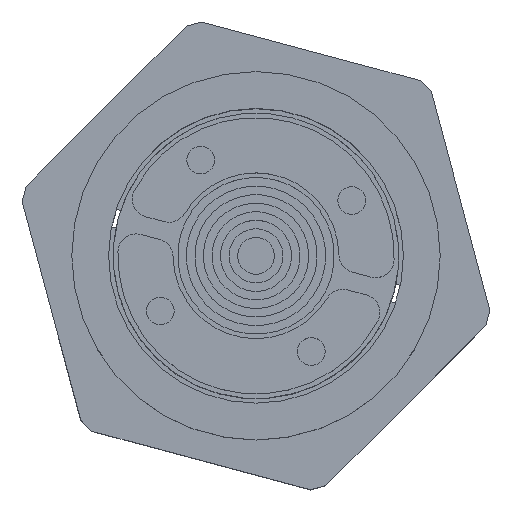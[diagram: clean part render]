
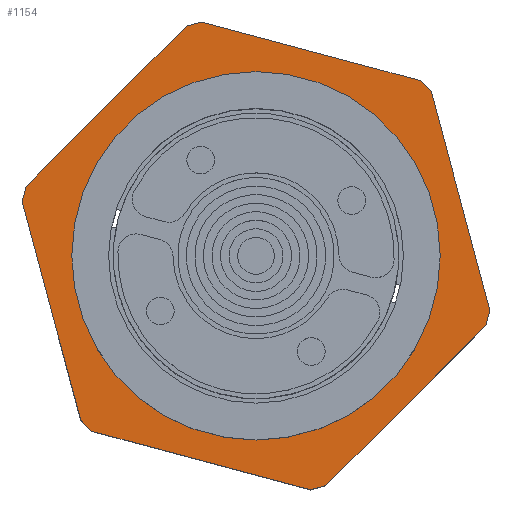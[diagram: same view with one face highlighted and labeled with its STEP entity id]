
A CAD part, top view. The second image highlights one B-rep face of the part: STEP entity #1154.
In plain terms, the highlighted planar face has unit normal (0, 0, 1).
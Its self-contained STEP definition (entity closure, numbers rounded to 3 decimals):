
#686=CARTESIAN_POINT('',(-20.0,0.,15.0));
#687=VERTEX_POINT('',#686);
#696=CARTESIAN_POINT('',(20.0,0.,15.0));
#697=VERTEX_POINT('',#696);
#698=CARTESIAN_POINT('',(0.0,0.0,15.0));
#699=DIRECTION('',(0.0,0.0,1.0));
#700=DIRECTION('',(-1.0,0.0,0.0));
#701=AXIS2_PLACEMENT_3D('',#698,#699,#700);
#702=CIRCLE('',#701,20.0);
#703=EDGE_CURVE('',#687,#697,#702,.T.);
#728=CARTESIAN_POINT('',(-5.908,25.394,15.0));
#729=VERTEX_POINT('',#728);
#730=CARTESIAN_POINT('',(17.813,19.038,15.0));
#731=VERTEX_POINT('',#730);
#732=CARTESIAN_POINT('',(-5.908,25.394,15.0));
#733=DIRECTION('',(0.966,-0.259,0.0));
#734=VECTOR('',#733,24.558);
#735=LINE('',#732,#734);
#736=EDGE_CURVE('',#729,#731,#735,.T.);
#768=CARTESIAN_POINT('',(19.038,17.813,15.0));
#769=VERTEX_POINT('',#768);
#770=CARTESIAN_POINT('',(17.813,19.038,15.0));
#771=DIRECTION('',(0.707,-0.707,0.0));
#772=VECTOR('',#771,1.732);
#773=LINE('',#770,#772);
#774=EDGE_CURVE('',#731,#769,#773,.T.);
#799=CARTESIAN_POINT('',(25.394,-5.908,15.0));
#800=VERTEX_POINT('',#799);
#801=CARTESIAN_POINT('',(19.038,17.813,15.0));
#802=DIRECTION('',(0.259,-0.966,0.0));
#803=VECTOR('',#802,24.558);
#804=LINE('',#801,#803);
#805=EDGE_CURVE('',#769,#800,#804,.T.);
#830=CARTESIAN_POINT('',(24.946,-7.581,15.0));
#831=VERTEX_POINT('',#830);
#832=CARTESIAN_POINT('',(25.394,-5.908,15.0));
#833=DIRECTION('',(-0.259,-0.966,0.0));
#834=VECTOR('',#833,1.732);
#835=LINE('',#832,#834);
#836=EDGE_CURVE('',#800,#831,#835,.T.);
#861=CARTESIAN_POINT('',(7.581,-24.946,15.0));
#862=VERTEX_POINT('',#861);
#863=CARTESIAN_POINT('',(24.946,-7.581,15.0));
#864=DIRECTION('',(-0.707,-0.707,0.0));
#865=VECTOR('',#864,24.558);
#866=LINE('',#863,#865);
#867=EDGE_CURVE('',#831,#862,#866,.T.);
#892=CARTESIAN_POINT('',(5.908,-25.394,15.0));
#893=VERTEX_POINT('',#892);
#894=CARTESIAN_POINT('',(7.581,-24.946,15.0));
#895=DIRECTION('',(-0.966,-0.259,0.0));
#896=VECTOR('',#895,1.732);
#897=LINE('',#894,#896);
#898=EDGE_CURVE('',#862,#893,#897,.T.);
#923=CARTESIAN_POINT('',(-17.813,-19.038,15.0));
#924=VERTEX_POINT('',#923);
#925=CARTESIAN_POINT('',(5.908,-25.394,15.0));
#926=DIRECTION('',(-0.966,0.259,0.0));
#927=VECTOR('',#926,24.558);
#928=LINE('',#925,#927);
#929=EDGE_CURVE('',#893,#924,#928,.T.);
#954=CARTESIAN_POINT('',(-19.038,-17.813,15.0));
#955=VERTEX_POINT('',#954);
#956=CARTESIAN_POINT('',(-17.813,-19.038,15.0));
#957=DIRECTION('',(-0.707,0.707,0.0));
#958=VECTOR('',#957,1.732);
#959=LINE('',#956,#958);
#960=EDGE_CURVE('',#924,#955,#959,.T.);
#985=CARTESIAN_POINT('',(-25.394,5.908,15.0));
#986=VERTEX_POINT('',#985);
#987=CARTESIAN_POINT('',(-19.038,-17.813,15.0));
#988=DIRECTION('',(-0.259,0.966,0.0));
#989=VECTOR('',#988,24.558);
#990=LINE('',#987,#989);
#991=EDGE_CURVE('',#955,#986,#990,.T.);
#1016=CARTESIAN_POINT('',(-24.946,7.581,15.0));
#1017=VERTEX_POINT('',#1016);
#1018=CARTESIAN_POINT('',(-25.394,5.908,15.0));
#1019=DIRECTION('',(0.259,0.966,0.0));
#1020=VECTOR('',#1019,1.732);
#1021=LINE('',#1018,#1020);
#1022=EDGE_CURVE('',#986,#1017,#1021,.T.);
#1047=CARTESIAN_POINT('',(-7.581,24.946,15.0));
#1048=VERTEX_POINT('',#1047);
#1049=CARTESIAN_POINT('',(-24.946,7.581,15.0));
#1050=DIRECTION('',(0.707,0.707,0.0));
#1051=VECTOR('',#1050,24.558);
#1052=LINE('',#1049,#1051);
#1053=EDGE_CURVE('',#1017,#1048,#1052,.T.);
#1078=CARTESIAN_POINT('',(-7.581,24.946,15.0));
#1079=DIRECTION('',(0.966,0.259,0.0));
#1080=VECTOR('',#1079,1.732);
#1081=LINE('',#1078,#1080);
#1082=EDGE_CURVE('',#1048,#729,#1081,.T.);
#1125=CARTESIAN_POINT('',(0.,0.,15.0));
#1126=DIRECTION('',(0.0,0.0,1.0));
#1127=DIRECTION('',(1.0,0.0,0.0));
#1128=AXIS2_PLACEMENT_3D('',#1125,#1126,#1127);
#1129=PLANE('',#1128);
#1130=ORIENTED_EDGE('',*,*,#736,.F.);
#1131=ORIENTED_EDGE('',*,*,#1082,.F.);
#1132=ORIENTED_EDGE('',*,*,#1053,.F.);
#1133=ORIENTED_EDGE('',*,*,#1022,.F.);
#1134=ORIENTED_EDGE('',*,*,#991,.F.);
#1135=ORIENTED_EDGE('',*,*,#960,.F.);
#1136=ORIENTED_EDGE('',*,*,#929,.F.);
#1137=ORIENTED_EDGE('',*,*,#898,.F.);
#1138=ORIENTED_EDGE('',*,*,#867,.F.);
#1139=ORIENTED_EDGE('',*,*,#836,.F.);
#1140=ORIENTED_EDGE('',*,*,#805,.F.);
#1141=ORIENTED_EDGE('',*,*,#774,.F.);
#1142=EDGE_LOOP('',(#1130,#1131,#1132,#1133,#1134,#1135,#1136,#1137,#1138,#1139,#1140,#1141));
#1143=FACE_OUTER_BOUND('',#1142,.T.);
#1144=CARTESIAN_POINT('',(0.0,0.0,15.0));
#1145=DIRECTION('',(0.0,0.0,1.0));
#1146=DIRECTION('',(-1.0,0.0,0.0));
#1147=AXIS2_PLACEMENT_3D('',#1144,#1145,#1146);
#1148=CIRCLE('',#1147,20.0);
#1149=EDGE_CURVE('',#697,#687,#1148,.T.);
#1150=ORIENTED_EDGE('',*,*,#1149,.F.);
#1151=ORIENTED_EDGE('',*,*,#703,.F.);
#1152=EDGE_LOOP('',(#1150,#1151));
#1153=FACE_BOUND('',#1152,.T.);
#1154=ADVANCED_FACE('',(#1143,#1153),#1129,.T.);
